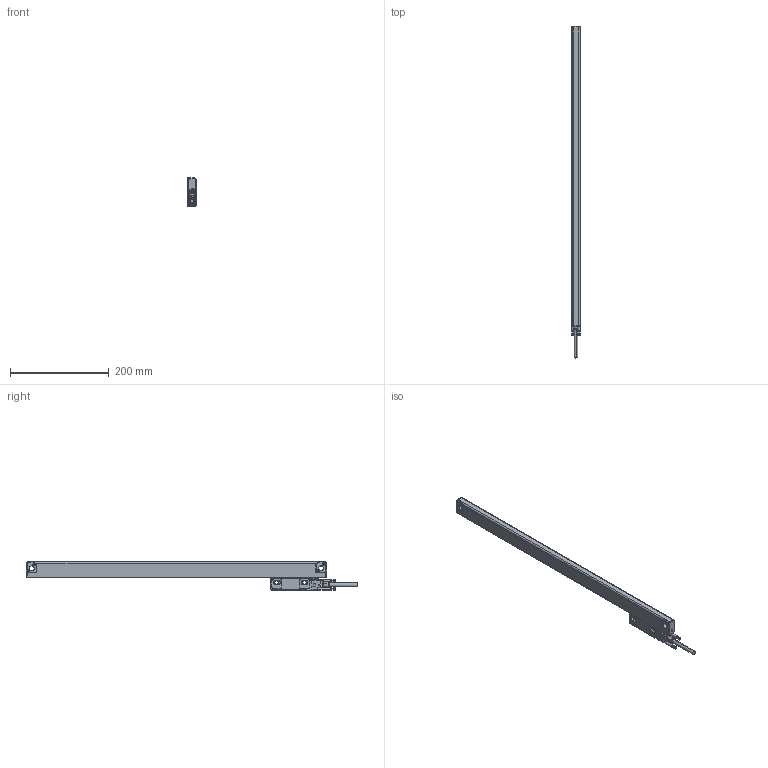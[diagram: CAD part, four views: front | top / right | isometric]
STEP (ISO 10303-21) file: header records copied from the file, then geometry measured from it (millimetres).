
FILE_DESCRIPTION(('CATIA V5 STEP'),'2;1');
FILE_NAME('SR77_L_047.stp','2010-05-27T10:49:11+00:00',('none'),('none'),'CATIA Version 5 Release 19 SP 6 (IN-10)','CATIA V5 STEP AP214','none');
FILE_SCHEMA(('AUTOMOTIVE_DESIGN { 1 0 10303 214 1 1 1 1 }'));
Products named in the file (3): SR77_L_047; SR77_head_L; SR77_047_SCL
Assembly tree (2 placements, depth 2):
  SR77_L_047
    SR77_head_L
    SR77_047_SCL
Bounding box: 17.8 x 671.2 x 57.9 mm (x, y, z)
Volume: 336403.4 mm3; surface area: 94623 mm2
Topology: 2 solids, 18 shells, 1859 faces, 4790 edges, 2987 vertices
Faces by surface type: plane 1103, cylinder 454, cone 154, torus 96, sphere 26, bspline 14, extrusion 12
Entity records: 54396 total; most frequent: CARTESIAN_POINT 13410, ORIENTED_EDGE 9542, DIRECTION 6492, EDGE_CURVE 4760, VERTEX_POINT 2987, VECTOR 2691, LINE 2679, AXIS2_PLACEMENT_3D 2513
